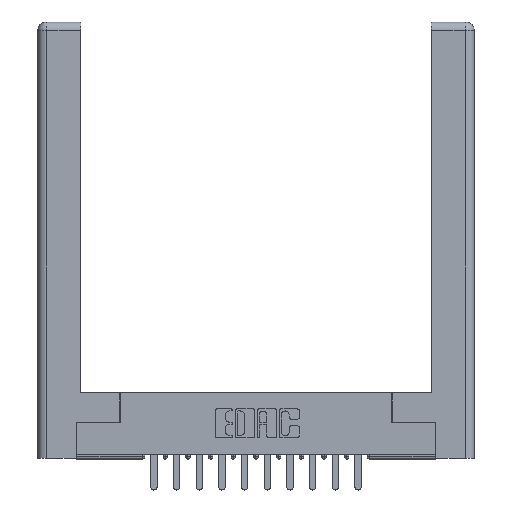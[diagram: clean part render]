
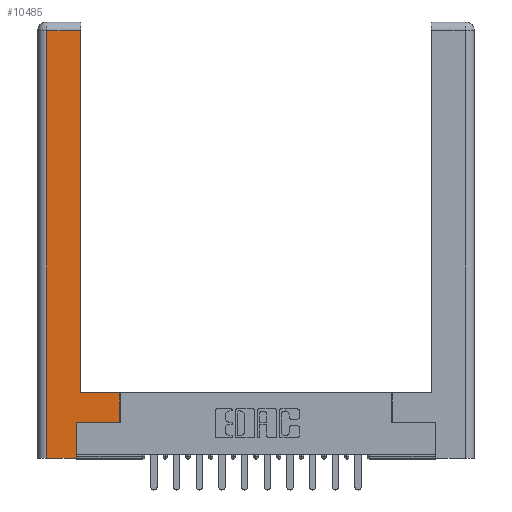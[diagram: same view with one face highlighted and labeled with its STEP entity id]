
A CAD part, top view. The second image highlights one B-rep face of the part: STEP entity #10485.
In plain terms, the highlighted planar face has unit normal (0, 0, 1).
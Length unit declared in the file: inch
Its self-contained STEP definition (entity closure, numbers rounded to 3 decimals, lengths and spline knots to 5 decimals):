
#41 = PLANE ( 'NONE',  #3392 ) ;
#173 = CARTESIAN_POINT ( 'NONE',  ( 0.295, 2.94, 0. ) ) ;
#585 = LINE ( 'NONE', #5766, #6439 ) ;
#832 = DIRECTION ( 'NONE',  ( 1., 0., 0. ) ) ;
#851 = DIRECTION ( 'NONE',  ( -1., 0., 0. ) ) ;
#949 = VECTOR ( 'NONE', #4573, 39.37008 ) ;
#1169 = EDGE_CURVE ( 'NONE', #10007, #2068, #585, .T. ) ;
#1230 = CARTESIAN_POINT ( 'NONE',  ( 0.565, 0.45, 0. ) ) ;
#1272 = VERTEX_POINT ( 'NONE', #7863 ) ;
#1303 = VECTOR ( 'NONE', #1521, 39.37008 ) ;
#1521 = DIRECTION ( 'NONE',  ( 0., 1., 0. ) ) ;
#1706 = ORIENTED_EDGE ( 'NONE', *, *, #16883, .T. ) ;
#1757 = VECTOR ( 'NONE', #832, 39.37008 ) ;
#2068 = VERTEX_POINT ( 'NONE', #5336 ) ;
#2825 = VERTEX_POINT ( 'NONE', #13003 ) ;
#2999 = ORIENTED_EDGE ( 'NONE', *, *, #3593, .T. ) ;
#3041 = LINE ( 'NONE', #12712, #949 ) ;
#3328 = EDGE_CURVE ( 'NONE', #1272, #11002, #11794, .T. ) ;
#3392 = AXIS2_PLACEMENT_3D ( 'NONE', #12167, #4299, #8789 ) ;
#3587 = CARTESIAN_POINT ( 'NONE',  ( 0.265, 0., 0. ) ) ;
#3593 = EDGE_CURVE ( 'NONE', #13447, #9450, #14498, .T. ) ;
#3727 = CARTESIAN_POINT ( 'NONE',  ( 0.565, 0.245, 0. ) ) ;
#3996 = DIRECTION ( 'NONE',  ( 0., -1., 0. ) ) ;
#4299 = DIRECTION ( 'NONE',  ( 0., 0., -1. ) ) ;
#4573 = DIRECTION ( 'NONE',  ( 0., 1., 0. ) ) ;
#5209 = FACE_OUTER_BOUND ( 'NONE', #6394, .T. ) ;
#5273 = DIRECTION ( 'NONE',  ( 0., 1., 0. ) ) ;
#5336 = CARTESIAN_POINT ( 'NONE',  ( 0.0615, 2.94, 0. ) ) ;
#5766 = CARTESIAN_POINT ( 'NONE',  ( 0.0615, 2.94, 0. ) ) ;
#6390 = VECTOR ( 'NONE', #851, 39.37008 ) ;
#6394 = EDGE_LOOP ( 'NONE', ( #13248, #10794, #7670, #2999, #1706, #12212, #15311, #16124 ) ) ;
#6439 = VECTOR ( 'NONE', #7282, 39.37008 ) ;
#6504 = CARTESIAN_POINT ( 'NONE',  ( 0.265, 0.245, 0. ) ) ;
#6577 = DIRECTION ( 'NONE',  ( 1., 0., 0. ) ) ;
#7282 = DIRECTION ( 'NONE',  ( -1., 0., 0. ) ) ;
#7670 = ORIENTED_EDGE ( 'NONE', *, *, #14291, .T. ) ;
#7845 = CARTESIAN_POINT ( 'NONE',  ( 0.295, 0.45, 0. ) ) ;
#7863 = CARTESIAN_POINT ( 'NONE',  ( 0.565, 0.45, 0. ) ) ;
#8015 = CARTESIAN_POINT ( 'NONE',  ( 0.295, 3., 0. ) ) ;
#8789 = DIRECTION ( 'NONE',  ( -1., 0., 0. ) ) ;
#9450 = VERTEX_POINT ( 'NONE', #16274 ) ;
#9506 = CARTESIAN_POINT ( 'NONE',  ( 0.0615, 0., 0. ) ) ;
#10007 = VERTEX_POINT ( 'NONE', #173 ) ;
#10485 = ADVANCED_FACE ( 'NONE', ( #5209 ), #41, .F. ) ;
#10794 = ORIENTED_EDGE ( 'NONE', *, *, #1169, .T. ) ;
#11002 = VERTEX_POINT ( 'NONE', #7845 ) ;
#11494 = LINE ( 'NONE', #1230, #16900 ) ;
#11794 = LINE ( 'NONE', #13938, #6390 ) ;
#12167 = CARTESIAN_POINT ( 'NONE',  ( 0., 0., 0. ) ) ;
#12212 = ORIENTED_EDGE ( 'NONE', *, *, #15532, .T. ) ;
#12712 = CARTESIAN_POINT ( 'NONE',  ( 0.265, 0.245, 0. ) ) ;
#12936 = EDGE_CURVE ( 'NONE', #11002, #10007, #13224, .T. ) ;
#13003 = CARTESIAN_POINT ( 'NONE',  ( 0.565, 0.245, 0. ) ) ;
#13224 = LINE ( 'NONE', #8015, #1303 ) ;
#13248 = ORIENTED_EDGE ( 'NONE', *, *, #12936, .T. ) ;
#13337 = VECTOR ( 'NONE', #6577, 39.37008 ) ;
#13447 = VERTEX_POINT ( 'NONE', #9506 ) ;
#13938 = CARTESIAN_POINT ( 'NONE',  ( 0.295, 0.45, 0. ) ) ;
#14291 = EDGE_CURVE ( 'NONE', #2068, #13447, #16702, .T. ) ;
#14384 = EDGE_CURVE ( 'NONE', #2825, #1272, #11494, .T. ) ;
#14498 = LINE ( 'NONE', #3587, #1757 ) ;
#14546 = CARTESIAN_POINT ( 'NONE',  ( 0.0615, 0., 0. ) ) ;
#15311 = ORIENTED_EDGE ( 'NONE', *, *, #14384, .T. ) ;
#15532 = EDGE_CURVE ( 'NONE', #16613, #2825, #15615, .T. ) ;
#15615 = LINE ( 'NONE', #3727, #13337 ) ;
#16124 = ORIENTED_EDGE ( 'NONE', *, *, #3328, .T. ) ;
#16274 = CARTESIAN_POINT ( 'NONE',  ( 0.265, 0., 0. ) ) ;
#16613 = VERTEX_POINT ( 'NONE', #6504 ) ;
#16702 = LINE ( 'NONE', #14546, #17113 ) ;
#16883 = EDGE_CURVE ( 'NONE', #9450, #16613, #3041, .T. ) ;
#16900 = VECTOR ( 'NONE', #5273, 39.37008 ) ;
#17113 = VECTOR ( 'NONE', #3996, 39.37008 ) ;
